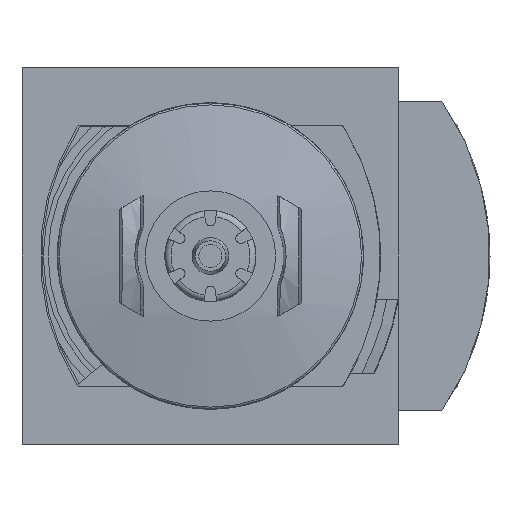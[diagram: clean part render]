
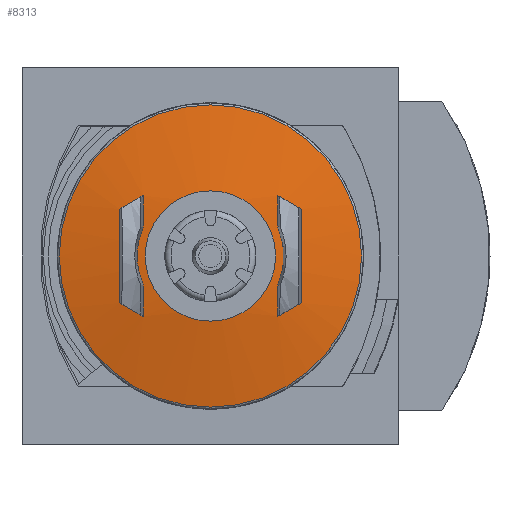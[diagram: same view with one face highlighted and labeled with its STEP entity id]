
A CAD part, front view. The second image highlights one B-rep face of the part: STEP entity #8313.
In plain terms, the highlighted spherical face has radius 108.76 mm.
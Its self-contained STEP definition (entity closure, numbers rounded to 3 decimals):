
#37=SPHERICAL_SURFACE('',#8820,108.76);
#1707=CIRCLE('',#8819,24.871);
#1708=CIRCLE('',#8821,12.055);
#1709=CIRCLE('',#8822,108.372);
#1710=CIRCLE('',#8823,108.117);
#1711=CIRCLE('',#8824,107.834);
#1712=CIRCLE('',#8825,107.453);
#1713=CIRCLE('',#8826,107.834);
#1714=CIRCLE('',#8827,108.117);
#1715=CIRCLE('',#8828,108.372);
#1716=CIRCLE('',#8829,107.834);
#1717=CIRCLE('',#8830,107.453);
#1718=CIRCLE('',#8831,107.834);
#1719=CIRCLE('',#8832,108.117);
#1720=CIRCLE('',#8833,108.372);
#1721=CIRCLE('',#8834,12.055);
#1722=CIRCLE('',#8835,108.372);
#1723=CIRCLE('',#8836,108.117);
#1724=CIRCLE('',#8837,10.724);
#3098=ORIENTED_EDGE('',*,*,#4306,.T.);
#3099=ORIENTED_EDGE('',*,*,#4307,.T.);
#3100=ORIENTED_EDGE('',*,*,#4308,.T.);
#3101=ORIENTED_EDGE('',*,*,#4309,.T.);
#3102=ORIENTED_EDGE('',*,*,#4310,.T.);
#3103=ORIENTED_EDGE('',*,*,#4311,.T.);
#3104=ORIENTED_EDGE('',*,*,#4312,.T.);
#3105=ORIENTED_EDGE('',*,*,#4313,.T.);
#3106=ORIENTED_EDGE('',*,*,#4314,.T.);
#3107=ORIENTED_EDGE('',*,*,#4315,.T.);
#3108=ORIENTED_EDGE('',*,*,#4316,.T.);
#3109=ORIENTED_EDGE('',*,*,#4317,.T.);
#3110=ORIENTED_EDGE('',*,*,#4318,.T.);
#3111=ORIENTED_EDGE('',*,*,#4319,.T.);
#3112=ORIENTED_EDGE('',*,*,#4320,.T.);
#3113=ORIENTED_EDGE('',*,*,#4321,.T.);
#3114=ORIENTED_EDGE('',*,*,#4322,.T.);
#3115=ORIENTED_EDGE('',*,*,#4323,.F.);
#4306=EDGE_CURVE('',#4990,#4990,#1707,.T.);
#4307=EDGE_CURVE('',#4991,#4992,#1708,.F.);
#4308=EDGE_CURVE('',#4992,#4993,#1709,.T.);
#4309=EDGE_CURVE('',#4993,#4994,#1710,.T.);
#4310=EDGE_CURVE('',#4994,#4995,#1711,.T.);
#4311=EDGE_CURVE('',#4995,#4996,#1712,.T.);
#4312=EDGE_CURVE('',#4996,#4997,#1713,.T.);
#4313=EDGE_CURVE('',#4997,#4998,#1714,.T.);
#4314=EDGE_CURVE('',#4998,#4991,#1715,.T.);
#4315=EDGE_CURVE('',#4999,#5000,#1716,.T.);
#4316=EDGE_CURVE('',#5000,#5001,#1717,.T.);
#4317=EDGE_CURVE('',#5001,#5002,#1718,.T.);
#4318=EDGE_CURVE('',#5002,#5003,#1719,.T.);
#4319=EDGE_CURVE('',#5003,#5004,#1720,.T.);
#4320=EDGE_CURVE('',#5004,#5005,#1721,.F.);
#4321=EDGE_CURVE('',#5005,#5006,#1722,.T.);
#4322=EDGE_CURVE('',#5006,#4999,#1723,.T.);
#4323=EDGE_CURVE('',#5007,#5007,#1724,.T.);
#4990=VERTEX_POINT('',#12351);
#4991=VERTEX_POINT('',#12354);
#4992=VERTEX_POINT('',#12355);
#4993=VERTEX_POINT('',#12357);
#4994=VERTEX_POINT('',#12359);
#4995=VERTEX_POINT('',#12361);
#4996=VERTEX_POINT('',#12363);
#4997=VERTEX_POINT('',#12365);
#4998=VERTEX_POINT('',#12367);
#4999=VERTEX_POINT('',#12370);
#5000=VERTEX_POINT('',#12371);
#5001=VERTEX_POINT('',#12373);
#5002=VERTEX_POINT('',#12375);
#5003=VERTEX_POINT('',#12377);
#5004=VERTEX_POINT('',#12379);
#5005=VERTEX_POINT('',#12381);
#5006=VERTEX_POINT('',#12383);
#5007=VERTEX_POINT('',#12386);
#5404=EDGE_LOOP('',(#3098));
#5405=EDGE_LOOP('',(#3099,#3100,#3101,#3102,#3103,#3104,#3105,#3106));
#5406=EDGE_LOOP('',(#3107,#3108,#3109,#3110,#3111,#3112,#3113,#3114));
#5407=EDGE_LOOP('',(#3115));
#5798=FACE_BOUND('',#5404,.T.);
#5799=FACE_BOUND('',#5405,.T.);
#5800=FACE_BOUND('',#5406,.T.);
#5801=FACE_BOUND('',#5407,.T.);
#8313=ADVANCED_FACE('',(#5798,#5799,#5800,#5801),#37,.T.);
#8819=AXIS2_PLACEMENT_3D('',#12350,#10338,#10339);
#8820=AXIS2_PLACEMENT_3D('',#12352,#10340,#10341);
#8821=AXIS2_PLACEMENT_3D('',#12353,#10342,#10343);
#8822=AXIS2_PLACEMENT_3D('',#12356,#10344,#10345);
#8823=AXIS2_PLACEMENT_3D('',#12358,#10346,#10347);
#8824=AXIS2_PLACEMENT_3D('',#12360,#10348,#10349);
#8825=AXIS2_PLACEMENT_3D('',#12362,#10350,#10351);
#8826=AXIS2_PLACEMENT_3D('',#12364,#10352,#10353);
#8827=AXIS2_PLACEMENT_3D('',#12366,#10354,#10355);
#8828=AXIS2_PLACEMENT_3D('',#12368,#10356,#10357);
#8829=AXIS2_PLACEMENT_3D('',#12369,#10358,#10359);
#8830=AXIS2_PLACEMENT_3D('',#12372,#10360,#10361);
#8831=AXIS2_PLACEMENT_3D('',#12374,#10362,#10363);
#8832=AXIS2_PLACEMENT_3D('',#12376,#10364,#10365);
#8833=AXIS2_PLACEMENT_3D('',#12378,#10366,#10367);
#8834=AXIS2_PLACEMENT_3D('',#12380,#10368,#10369);
#8835=AXIS2_PLACEMENT_3D('',#12382,#10370,#10371);
#8836=AXIS2_PLACEMENT_3D('',#12384,#10372,#10373);
#8837=AXIS2_PLACEMENT_3D('',#12385,#10374,#10375);
#10338=DIRECTION('',(0.,-1.,0.));
#10339=DIRECTION('',(0.,0.,-1.));
#10340=DIRECTION('',(0.,-1.,0.));
#10341=DIRECTION('',(1.,0.,0.));
#10342=DIRECTION('',(0.,1.,0.));
#10343=DIRECTION('',(0.,0.,1.));
#10344=DIRECTION('',(-1.,-0.017,0.));
#10345=DIRECTION('',(0.017,-1.,0.));
#10346=DIRECTION('',(0.,-0.017,1.));
#10347=DIRECTION('',(0.,-1.,-0.017));
#10348=DIRECTION('',(0.5,0.,0.866));
#10349=DIRECTION('',(0.866,0.,-0.5));
#10350=DIRECTION('',(1.,-0.017,0.));
#10351=DIRECTION('',(0.017,1.,0.));
#10352=DIRECTION('',(0.5,0.,-0.866));
#10353=DIRECTION('',(-0.866,0.,-0.5));
#10354=DIRECTION('',(0.,-0.017,-1.));
#10355=DIRECTION('',(0.,1.,-0.017));
#10356=DIRECTION('',(-1.,-0.017,0.));
#10357=DIRECTION('',(0.017,-1.,0.));
#10358=DIRECTION('',(-0.5,0.,-0.866));
#10359=DIRECTION('',(-0.866,0.,0.5));
#10360=DIRECTION('',(-1.,-0.017,0.));
#10361=DIRECTION('',(0.017,-1.,0.));
#10362=DIRECTION('',(-0.5,0.,0.866));
#10363=DIRECTION('',(0.866,0.,0.5));
#10364=DIRECTION('',(0.,-0.017,1.));
#10365=DIRECTION('',(0.,-1.,-0.017));
#10366=DIRECTION('',(1.,-0.017,0.));
#10367=DIRECTION('',(0.017,1.,0.));
#10368=DIRECTION('',(0.,1.,0.));
#10369=DIRECTION('',(0.,0.,1.));
#10370=DIRECTION('',(1.,-0.017,0.));
#10371=DIRECTION('',(0.017,1.,0.));
#10372=DIRECTION('',(0.,-0.017,-1.));
#10373=DIRECTION('',(0.,1.,-0.017));
#10374=DIRECTION('',(0.,-1.,0.));
#10375=DIRECTION('',(0.,0.,-1.));
#12350=CARTESIAN_POINT('',(0.,-152.648,0.));
#12351=CARTESIAN_POINT('',(0.,-152.648,-24.871));
#12352=CARTESIAN_POINT('',(0.,-46.77,0.));
#12353=CARTESIAN_POINT('',(0.,-154.86,0.));
#12354=CARTESIAN_POINT('',(11.072,-154.86,-4.767));
#12355=CARTESIAN_POINT('',(11.072,-154.86,4.767));
#12356=CARTESIAN_POINT('',(9.183,-46.61,0.));
#12357=CARTESIAN_POINT('',(11.066,-154.509,9.934));
#12358=CARTESIAN_POINT('',(0.,-46.976,11.811));
#12359=CARTESIAN_POINT('',(11.115,-154.504,9.934));
#12360=CARTESIAN_POINT('',(7.08,-46.77,12.263));
#12361=CARTESIAN_POINT('',(14.939,-154.222,7.726));
#12362=CARTESIAN_POINT('',(16.809,-47.063,0.));
#12363=CARTESIAN_POINT('',(14.939,-154.222,-7.726));
#12364=CARTESIAN_POINT('',(7.08,-46.77,-12.263));
#12365=CARTESIAN_POINT('',(11.115,-154.504,-9.934));
#12366=CARTESIAN_POINT('',(0.,-46.976,-11.811));
#12367=CARTESIAN_POINT('',(11.066,-154.509,-9.934));
#12368=CARTESIAN_POINT('',(9.183,-46.61,0.));
#12369=CARTESIAN_POINT('',(-7.08,-46.77,-12.263));
#12370=CARTESIAN_POINT('',(-11.115,-154.504,-9.934));
#12371=CARTESIAN_POINT('',(-14.939,-154.222,-7.726));
#12372=CARTESIAN_POINT('',(-16.809,-47.063,0.));
#12373=CARTESIAN_POINT('',(-14.939,-154.222,7.726));
#12374=CARTESIAN_POINT('',(-7.08,-46.77,12.263));
#12375=CARTESIAN_POINT('',(-11.115,-154.504,9.934));
#12376=CARTESIAN_POINT('',(0.,-46.976,11.811));
#12377=CARTESIAN_POINT('',(-11.066,-154.509,9.934));
#12378=CARTESIAN_POINT('',(-9.183,-46.61,0.));
#12379=CARTESIAN_POINT('',(-11.072,-154.86,4.767));
#12380=CARTESIAN_POINT('',(0.,-154.86,0.));
#12381=CARTESIAN_POINT('',(-11.072,-154.86,-4.767));
#12382=CARTESIAN_POINT('',(-9.183,-46.61,0.));
#12383=CARTESIAN_POINT('',(-11.066,-154.509,-9.934));
#12384=CARTESIAN_POINT('',(0.,-46.976,-11.811));
#12385=CARTESIAN_POINT('',(0.,-155.,0.));
#12386=CARTESIAN_POINT('',(0.,-155.,-10.724));
